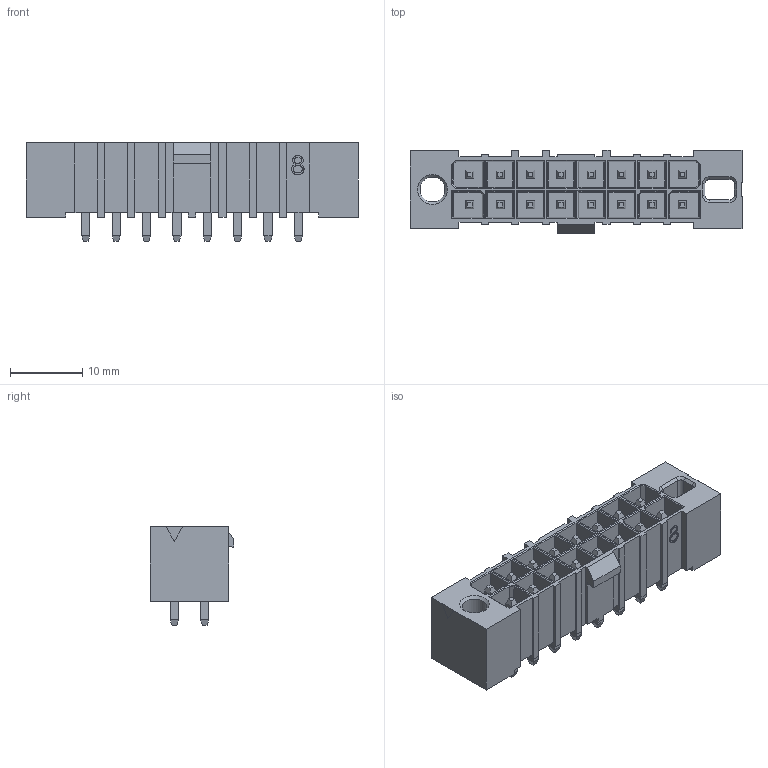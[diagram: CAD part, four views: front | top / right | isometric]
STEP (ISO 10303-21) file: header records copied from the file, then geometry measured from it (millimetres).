
FILE_DESCRIPTION( ('This file contains a STEP AP42 implementation' ,'as created by ZW3D STEP Interface translator.') ,'2;1' );
FILE_NAME( 'WF41901D-2WS08XXB01.stp' ,'24 1 8.174957', (''), ('ZWCAD Software Co.'), 'Version 1.0', 'ZW3D to STEP translator', '' );
FILE_SCHEMA(('AUTOMOTIVE_DESIGN { 1 0 10303 214 1 1 1 1 }'));
Length unit declared in the file: millimetre
Products named in the file (2): 0; WF41901D-2WS08XXB01
Bounding box: 45.81 x 11.46 x 13.6 mm (x, y, z)
Volume: 2401.4 mm3; surface area: 5548.1 mm2
Topology: 1 solids, 1 shells, 1039 faces, 2640 edges, 1691 vertices
Faces by surface type: plane 991, cylinder 27, bspline 16, cone 5
Full cylindrical faces by diameter (mm): 3.43 x1
Entity records: 31659 total; most frequent: CARTESIAN_POINT 5657, ORIENTED_EDGE 5280, DIRECTION 4707, EDGE_CURVE 2640, VECTOR 2541, LINE 2541, VERTEX_POINT 1691, EDGE_LOOP 1131
